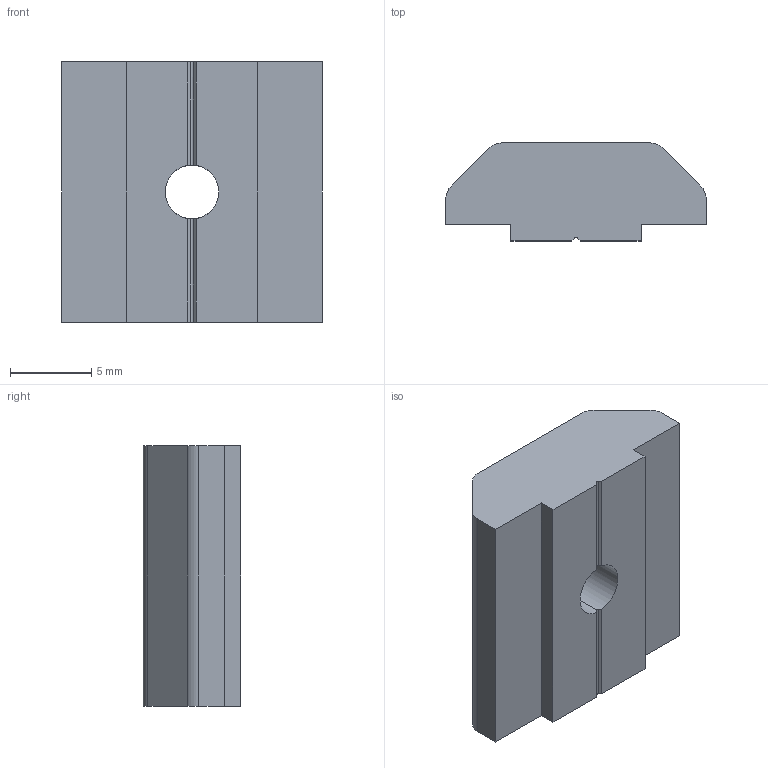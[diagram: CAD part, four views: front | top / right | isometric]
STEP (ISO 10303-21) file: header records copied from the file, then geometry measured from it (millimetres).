
FILE_DESCRIPTION (( 'STEP AP214' ), '1' );
FILE_NAME ('Ò-ñóõàðü Ïàç 8 Ì4 16õ16õ6.STEP', '2022-04-01T11:56:50', ( 'user' ), ( '' ), 'SwSTEP 2.0', 'SolidWorks 2021', '' );
FILE_SCHEMA (( 'AUTOMOTIVE_DESIGN' ));
Length unit declared in the file: millimetre
Products named in the file (1): Ò-ñóõàðü Ïàç 8 Ì4 16õ16õ6
Bounding box: 16 x 6 x 16 mm (x, y, z)
Volume: 1210.6 mm3; surface area: 849.7 mm2
Topology: 1 solids, 1 shells, 25 faces, 72 edges, 48 vertices
Faces by surface type: plane 17, cylinder 8
Entity records: 908 total; most frequent: CARTESIAN_POINT 194, ORIENTED_EDGE 144, DIRECTION 130, EDGE_CURVE 72, VECTOR 50, LINE 50, VERTEX_POINT 48, AXIS2_PLACEMENT_3D 40
